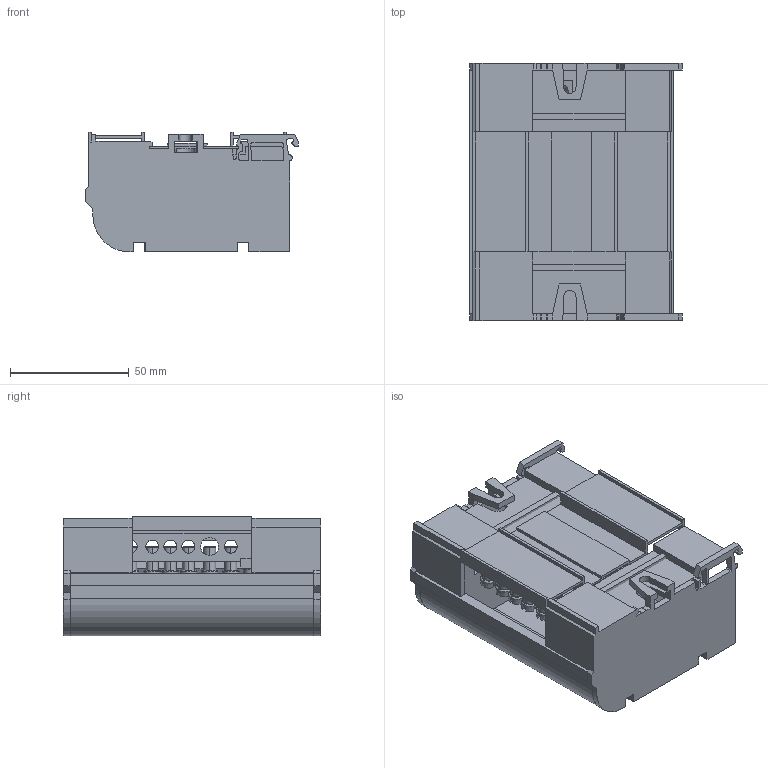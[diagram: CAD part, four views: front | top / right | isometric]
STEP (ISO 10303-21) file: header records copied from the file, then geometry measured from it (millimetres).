
FILE_DESCRIPTION(('STEP AP203'),'1');
FILE_NAME('td-100-125a.stp','2024-10-01T15:01:44',('TraceParts'),('TraceParts S.A.'),'Spatial InterOp 3D',' ',' ');
FILE_SCHEMA(('CONFIG_CONTROL_DESIGN'));
Length unit declared in the file: millimetre
Products named in the file (1): 1
Bounding box: 89.3 x 108 x 50.4 mm (x, y, z)
Volume: 105720.8 mm3; surface area: 112822 mm2
Topology: 46 solids, 46 shells, 1784 faces, 4588 edges, 2940 vertices
Faces by surface type: plane 872, cylinder 576, cone 220, torus 96, bspline 20
Entity records: 67614 total; most frequent: CARTESIAN_POINT 25642, ORIENTED_EDGE 9144, DIRECTION 8306, EDGE_CURVE 4572, AXIS2_PLACEMENT_3D 2952, VERTEX_POINT 2940, LINE 2402, VECTOR 2402
